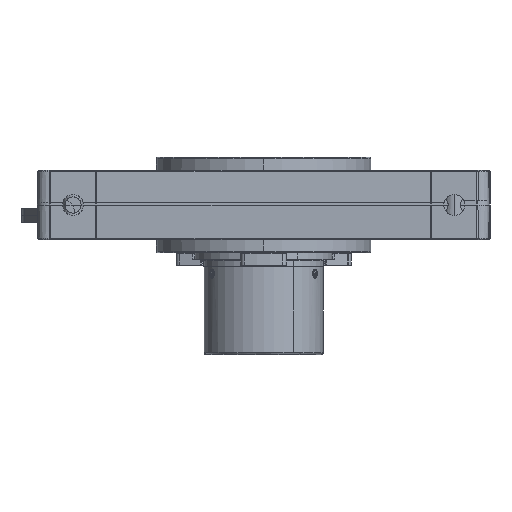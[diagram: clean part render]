
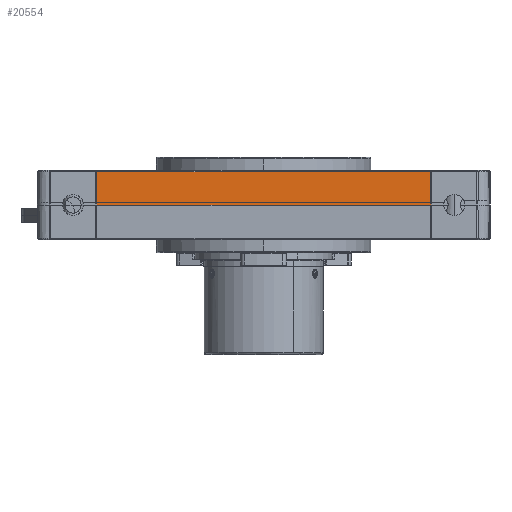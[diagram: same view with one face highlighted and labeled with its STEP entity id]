
A CAD part, left-side view. The second image highlights one B-rep face of the part: STEP entity #20554.
In plain terms, the highlighted planar face has unit normal (-1, 0, 0.018).
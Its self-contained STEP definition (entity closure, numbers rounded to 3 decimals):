
#506 = EDGE_CURVE ( 'NONE', #14500, #22899, #26130, .T. ) ;
#1396 = VERTEX_POINT ( 'NONE', #20431 ) ;
#1558 = LINE ( 'NONE', #10747, #15217 ) ;
#1834 = FACE_OUTER_BOUND ( 'NONE', #35846, .T. ) ;
#1877 =( BOUNDED_CURVE ( )  B_SPLINE_CURVE ( 3, ( #5803, #20448, #29683, #14590 ),
 .UNSPECIFIED., .F., .T. ) 
 B_SPLINE_CURVE_WITH_KNOTS ( ( 4, 4 ),
 ( 4.301, 4.712 ),
 .UNSPECIFIED. ) 
 CURVE ( )  GEOMETRIC_REPRESENTATION_ITEM ( )  RATIONAL_B_SPLINE_CURVE ( ( 1., 0.986, 0.986, 1. ) ) 
 REPRESENTATION_ITEM ( '' )  );
#3370 = EDGE_CURVE ( 'NONE', #5959, #15358, #22177, .T. ) ;
#4624 = ORIENTED_EDGE ( 'NONE', *, *, #4795, .T. ) ;
#4795 = EDGE_CURVE ( 'NONE', #22899, #29944, #1877, .T. ) ;
#4953 = CARTESIAN_POINT ( 'NONE',  ( -94.456, 70., 21. ) ) ;
#5592 = CARTESIAN_POINT ( 'NONE',  ( -94.7, 0., 7. ) ) ;
#5803 = CARTESIAN_POINT ( 'NONE',  ( -94.7, -70.042, 7. ) ) ;
#5959 = VERTEX_POINT ( 'NONE', #28964 ) ;
#5979 =( BOUNDED_CURVE ( )  B_SPLINE_CURVE ( 3, ( #21492, #6731, #9657, #15640 ),
 .UNSPECIFIED., .F., .F. ) 
 B_SPLINE_CURVE_WITH_KNOTS ( ( 4, 4 ),
 ( 4.712, 5.124 ),
 .UNSPECIFIED. ) 
 CURVE ( )  GEOMETRIC_REPRESENTATION_ITEM ( )  RATIONAL_B_SPLINE_CURVE ( ( 1., 0.986, 0.986, 1. ) ) 
 REPRESENTATION_ITEM ( '' )  );
#6102 =( BOUNDED_CURVE ( )  B_SPLINE_CURVE ( 3, ( #36974, #28094, #7777, #4953 ),
 .UNSPECIFIED., .F., .F. ) 
 B_SPLINE_CURVE_WITH_KNOTS ( ( 4, 4 ),
 ( 1.553, 1.571 ),
 .UNSPECIFIED. ) 
 CURVE ( )  GEOMETRIC_REPRESENTATION_ITEM ( )  RATIONAL_B_SPLINE_CURVE ( ( 1., 1., 1., 1. ) ) 
 REPRESENTATION_ITEM ( '' )  );
#6621 = ORIENTED_EDGE ( 'NONE', *, *, #3370, .T. ) ;
#6731 = CARTESIAN_POINT ( 'NONE',  ( -94.569, 70., 14.501 ) ) ;
#6803 = AXIS2_PLACEMENT_3D ( 'NONE', #37701, #22795, #20070 ) ;
#7777 = CARTESIAN_POINT ( 'NONE',  ( -94.456, 70., 21.003 ) ) ;
#8191 = DIRECTION ( 'NONE',  ( 0.017, 0., 1. ) ) ;
#8788 = ORIENTED_EDGE ( 'NONE', *, *, #13656, .T. ) ;
#9657 = CARTESIAN_POINT ( 'NONE',  ( -94.637, 70.014, 10.627 ) ) ;
#10007 = CARTESIAN_POINT ( 'NONE',  ( -94.5, 70., 18.458 ) ) ;
#10674 = VERTEX_POINT ( 'NONE', #26162 ) ;
#10747 = CARTESIAN_POINT ( 'NONE',  ( -94.7, -70., 7. ) ) ;
#12678 = VERTEX_POINT ( 'NONE', #10007 ) ;
#13028 = CARTESIAN_POINT ( 'NONE',  ( -94.7, -70.042, 7. ) ) ;
#13656 = EDGE_CURVE ( 'NONE', #12678, #14500, #5979, .T. ) ;
#13931 = EDGE_CURVE ( 'NONE', #12678, #10674, #20480, .T. ) ;
#14500 = VERTEX_POINT ( 'NONE', #33608 ) ;
#14590 = CARTESIAN_POINT ( 'NONE',  ( -94.5, -70., 18.458 ) ) ;
#14748 = CARTESIAN_POINT ( 'NONE',  ( -94.456, -70., 21.003 ) ) ;
#14877 = ORIENTED_EDGE ( 'NONE', *, *, #13931, .F. ) ;
#15217 = VECTOR ( 'NONE', #8191, 1000. ) ;
#15358 = VERTEX_POINT ( 'NONE', #35971 ) ;
#15640 = CARTESIAN_POINT ( 'NONE',  ( -94.7, 70.042, 7. ) ) ;
#15969 = VECTOR ( 'NONE', #36818, 1000. ) ;
#20070 = DIRECTION ( 'NONE',  ( 0.017, 0., 1. ) ) ;
#20431 = CARTESIAN_POINT ( 'NONE',  ( -94.455, 70., 21.009 ) ) ;
#20448 = CARTESIAN_POINT ( 'NONE',  ( -94.637, -70.014, 10.627 ) ) ;
#20480 = LINE ( 'NONE', #27946, #15969 ) ;
#20554 = ADVANCED_FACE ( 'NONE', ( #1834 ), #37828, .T. ) ;
#20593 = DIRECTION ( 'NONE',  ( 0., -1., 0. ) ) ;
#20721 = CARTESIAN_POINT ( 'NONE',  ( -94.456, -70., 21. ) ) ;
#21492 = CARTESIAN_POINT ( 'NONE',  ( -94.5, 70., 18.458 ) ) ;
#21719 = VECTOR ( 'NONE', #27210, 1000. ) ;
#22177 =( BOUNDED_CURVE ( )  B_SPLINE_CURVE ( 3, ( #20721, #14748, #26772, #23939 ),
 .UNSPECIFIED., .F., .T. ) 
 B_SPLINE_CURVE_WITH_KNOTS ( ( 4, 4 ),
 ( 1.571, 1.588 ),
 .UNSPECIFIED. ) 
 CURVE ( )  GEOMETRIC_REPRESENTATION_ITEM ( )  RATIONAL_B_SPLINE_CURVE ( ( 1., 1., 1., 1. ) ) 
 REPRESENTATION_ITEM ( '' )  );
#22795 = DIRECTION ( 'NONE',  ( -1., 0., 0.017 ) ) ;
#22899 = VERTEX_POINT ( 'NONE', #13028 ) ;
#23474 = CARTESIAN_POINT ( 'NONE',  ( -94.5, -70., 18.458 ) ) ;
#23939 = CARTESIAN_POINT ( 'NONE',  ( -94.455, -70., 21.009 ) ) ;
#25666 = VECTOR ( 'NONE', #20593, 1000. ) ;
#26130 = LINE ( 'NONE', #5592, #25666 ) ;
#26162 = CARTESIAN_POINT ( 'NONE',  ( -94.456, 70., 21. ) ) ;
#26772 = CARTESIAN_POINT ( 'NONE',  ( -94.456, -70., 21.006 ) ) ;
#27210 = DIRECTION ( 'NONE',  ( 0., 1., 0. ) ) ;
#27946 = CARTESIAN_POINT ( 'NONE',  ( -94.7, 70., 7. ) ) ;
#28094 = CARTESIAN_POINT ( 'NONE',  ( -94.456, 70., 21.006 ) ) ;
#28246 = ORIENTED_EDGE ( 'NONE', *, *, #37390, .T. ) ;
#28964 = CARTESIAN_POINT ( 'NONE',  ( -94.456, -70., 21. ) ) ;
#29026 = ORIENTED_EDGE ( 'NONE', *, *, #506, .T. ) ;
#29509 = LINE ( 'NONE', #30531, #21719 ) ;
#29683 = CARTESIAN_POINT ( 'NONE',  ( -94.569, -70., 14.501 ) ) ;
#29944 = VERTEX_POINT ( 'NONE', #23474 ) ;
#30197 = EDGE_CURVE ( 'NONE', #15358, #1396, #29509, .T. ) ;
#30531 = CARTESIAN_POINT ( 'NONE',  ( -94.455, 70., 21.009 ) ) ;
#31186 = ORIENTED_EDGE ( 'NONE', *, *, #30197, .T. ) ;
#31479 = ORIENTED_EDGE ( 'NONE', *, *, #35373, .T. ) ;
#33608 = CARTESIAN_POINT ( 'NONE',  ( -94.7, 70.042, 7. ) ) ;
#35373 = EDGE_CURVE ( 'NONE', #1396, #10674, #6102, .T. ) ;
#35846 = EDGE_LOOP ( 'NONE', ( #6621, #31186, #31479, #14877, #8788, #29026, #4624, #28246 ) ) ;
#35971 = CARTESIAN_POINT ( 'NONE',  ( -94.455, -70., 21.009 ) ) ;
#36818 = DIRECTION ( 'NONE',  ( 0.017, 0., 1. ) ) ;
#36974 = CARTESIAN_POINT ( 'NONE',  ( -94.455, 70., 21.009 ) ) ;
#37390 = EDGE_CURVE ( 'NONE', #29944, #5959, #1558, .T. ) ;
#37701 = CARTESIAN_POINT ( 'NONE',  ( -94.7, 0., 7. ) ) ;
#37828 = PLANE ( 'NONE',  #6803 ) ;
